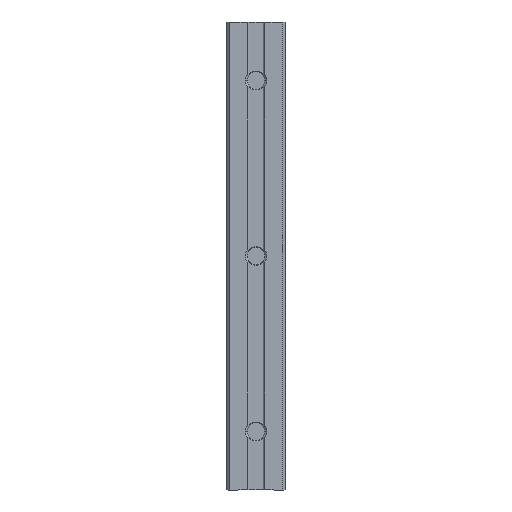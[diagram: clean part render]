
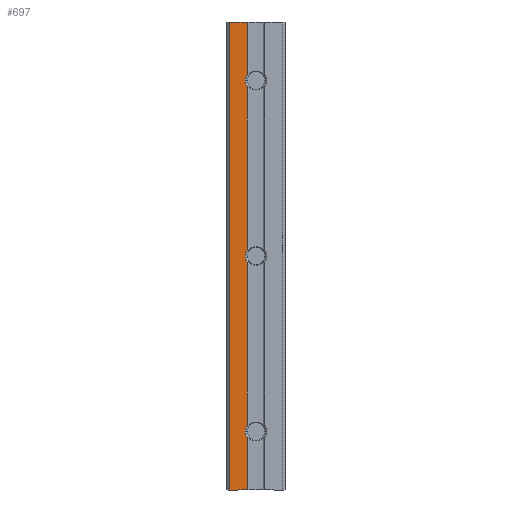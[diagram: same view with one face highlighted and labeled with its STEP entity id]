
A CAD part, front view. The second image highlights one B-rep face of the part: STEP entity #697.
In plain terms, the highlighted planar face has unit normal (0, -1, 0).
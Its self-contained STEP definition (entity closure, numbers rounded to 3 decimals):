
#133 = EDGE_CURVE ( 'NONE', #134, #193, #843, .T. ) ;
#134 = VERTEX_POINT ( 'NONE', #881 ) ;
#151 = EDGE_CURVE ( 'NONE', #152, #222, #908, .T. ) ;
#152 = VERTEX_POINT ( 'NONE', #913 ) ;
#165 = EDGE_CURVE ( 'NONE', #166, #176, #887, .T. ) ;
#166 = VERTEX_POINT ( 'NONE', #912 ) ;
#176 = VERTEX_POINT ( 'NONE', #934 ) ;
#193 = VERTEX_POINT ( 'NONE', #957 ) ;
#222 = VERTEX_POINT ( 'NONE', #1021 ) ;
#448 = VERTEX_POINT ( 'NONE', #1478 ) ;
#453 = EDGE_CURVE ( 'NONE', #176, #152, #1447, .T. ) ;
#480 = VERTEX_POINT ( 'NONE', #1430 ) ;
#493 = VERTEX_POINT ( 'NONE', #1531 ) ;
#497 = EDGE_CURVE ( 'NONE', #498, #134, #1562, .T. ) ;
#498 = VERTEX_POINT ( 'NONE', #1546 ) ;
#504 = EDGE_CURVE ( 'NONE', #518, #512, #1540, .T. ) ;
#512 = VERTEX_POINT ( 'NONE', #1523 ) ;
#515 = EDGE_CURVE ( 'NONE', #222, #518, #1528, .T. ) ;
#518 = VERTEX_POINT ( 'NONE', #1579 ) ;
#529 = EDGE_CURVE ( 'NONE', #448, #166, #1572, .T. ) ;
#532 = EDGE_CURVE ( 'NONE', #493, #480, #1606, .T. ) ;
#559 = EDGE_CURVE ( 'NONE', #193, #448, #1634, .T. ) ;
#695 = ORIENTED_EDGE ( 'NONE', *, *, #151, .T. ) ;
#697 = ADVANCED_FACE ( 'NONE', ( #1926 ), #1933, .T. ) ;
#710 = ORIENTED_EDGE ( 'NONE', *, *, #738, .T. ) ;
#716 = ORIENTED_EDGE ( 'NONE', *, *, #515, .T. ) ;
#718 = EDGE_CURVE ( 'NONE', #493, #512, #2065, .T. ) ;
#719 = ORIENTED_EDGE ( 'NONE', *, *, #133, .T. ) ;
#720 = ORIENTED_EDGE ( 'NONE', *, *, #559, .T. ) ;
#732 = ORIENTED_EDGE ( 'NONE', *, *, #718, .F. ) ;
#733 = ORIENTED_EDGE ( 'NONE', *, *, #529, .T. ) ;
#734 = ORIENTED_EDGE ( 'NONE', *, *, #165, .T. ) ;
#735 = ORIENTED_EDGE ( 'NONE', *, *, #453, .T. ) ;
#736 = ORIENTED_EDGE ( 'NONE', *, *, #532, .T. ) ;
#737 = ORIENTED_EDGE ( 'NONE', *, *, #504, .T. ) ;
#738 = EDGE_CURVE ( 'NONE', #480, #498, #2033, .T. ) ;
#739 = ORIENTED_EDGE ( 'NONE', *, *, #497, .T. ) ;
#741 = EDGE_LOOP ( 'NONE', ( #695, #716, #737, #732, #736, #710, #739, #719, #720, #733, #734, #735 ) ) ;
#841 = DIRECTION ( 'NONE',  ( 0., 1., 0. ) ) ;
#842 = AXIS2_PLACEMENT_3D ( 'NONE', #847, #841, #882 ) ;
#843 = CIRCLE ( 'NONE', #842, 3.7 ) ;
#847 = CARTESIAN_POINT ( 'NONE',  ( 0., -15.5, -40. ) ) ;
#881 = CARTESIAN_POINT ( 'NONE',  ( -3., -15.5, -42.166 ) ) ;
#882 = DIRECTION ( 'NONE',  ( 1., 0., 0. ) ) ;
#887 = CIRCLE ( 'NONE', #899, 3.7 ) ;
#896 = DIRECTION ( 'NONE',  ( 0., 0., -1. ) ) ;
#897 = DIRECTION ( 'NONE',  ( 0., 1., 0. ) ) ;
#898 = CARTESIAN_POINT ( 'NONE',  ( 0., -15.5, 20. ) ) ;
#899 = AXIS2_PLACEMENT_3D ( 'NONE', #898, #897, #896 ) ;
#904 = DIRECTION ( 'NONE',  ( 1., 0., 0. ) ) ;
#905 = DIRECTION ( 'NONE',  ( 0., 1., 0. ) ) ;
#906 = CARTESIAN_POINT ( 'NONE',  ( 0., -15.5, 80. ) ) ;
#907 = AXIS2_PLACEMENT_3D ( 'NONE', #906, #905, #904 ) ;
#908 = CIRCLE ( 'NONE', #907, 3.7 ) ;
#912 = CARTESIAN_POINT ( 'NONE',  ( -3., -15.5, 17.834 ) ) ;
#913 = CARTESIAN_POINT ( 'NONE',  ( -3., -15.5, 77.834 ) ) ;
#934 = CARTESIAN_POINT ( 'NONE',  ( -3., -15.5, 22.166 ) ) ;
#957 = CARTESIAN_POINT ( 'NONE',  ( -3.7, -15.5, -40. ) ) ;
#1021 = CARTESIAN_POINT ( 'NONE',  ( -3.7, -15.5, 80. ) ) ;
#1430 = CARTESIAN_POINT ( 'NONE',  ( -9., -15.5, -60. ) ) ;
#1447 = LINE ( 'NONE', #1466, #1465 ) ;
#1464 = DIRECTION ( 'NONE',  ( 0., 0., 1. ) ) ;
#1465 = VECTOR ( 'NONE', #1464, 1000. ) ;
#1466 = CARTESIAN_POINT ( 'NONE',  ( -3., -15.5, -30. ) ) ;
#1478 = CARTESIAN_POINT ( 'NONE',  ( -3., -15.5, -37.834 ) ) ;
#1521 = DIRECTION ( 'NONE',  ( 0., 0., 1. ) ) ;
#1522 = VECTOR ( 'NONE', #1521, 1000. ) ;
#1523 = CARTESIAN_POINT ( 'NONE',  ( -3., -15.5, 100. ) ) ;
#1524 = DIRECTION ( 'NONE',  ( 1., 0., 0. ) ) ;
#1525 = DIRECTION ( 'NONE',  ( 0., 1., 0. ) ) ;
#1526 = CARTESIAN_POINT ( 'NONE',  ( 0., -15.5, 80. ) ) ;
#1527 = AXIS2_PLACEMENT_3D ( 'NONE', #1526, #1525, #1524 ) ;
#1528 = CIRCLE ( 'NONE', #1527, 3.7 ) ;
#1531 = CARTESIAN_POINT ( 'NONE',  ( -9., -15.5, 100. ) ) ;
#1540 = LINE ( 'NONE', #1549, #1548 ) ;
#1546 = CARTESIAN_POINT ( 'NONE',  ( -3., -15.5, -60. ) ) ;
#1547 = DIRECTION ( 'NONE',  ( 0., 0., 1. ) ) ;
#1548 = VECTOR ( 'NONE', #1547, 1000. ) ;
#1549 = CARTESIAN_POINT ( 'NONE',  ( -3., -15.5, -30. ) ) ;
#1561 = CARTESIAN_POINT ( 'NONE',  ( -3., -15.5, -30. ) ) ;
#1562 = LINE ( 'NONE', #1561, #1522 ) ;
#1571 = CARTESIAN_POINT ( 'NONE',  ( -3., -15.5, -30. ) ) ;
#1572 = LINE ( 'NONE', #1571, #1593 ) ;
#1579 = CARTESIAN_POINT ( 'NONE',  ( -3., -15.5, 82.166 ) ) ;
#1584 = DIRECTION ( 'NONE',  ( 0., 0., -1. ) ) ;
#1585 = VECTOR ( 'NONE', #1584, 1000. ) ;
#1592 = DIRECTION ( 'NONE',  ( 0., 0., 1. ) ) ;
#1593 = VECTOR ( 'NONE', #1592, 1000. ) ;
#1605 = CARTESIAN_POINT ( 'NONE',  ( -9., -15.5, -30. ) ) ;
#1606 = LINE ( 'NONE', #1605, #1585 ) ;
#1630 = DIRECTION ( 'NONE',  ( 1., 0., 0. ) ) ;
#1631 = DIRECTION ( 'NONE',  ( 0., 1., 0. ) ) ;
#1632 = CARTESIAN_POINT ( 'NONE',  ( 0., -15.5, -40. ) ) ;
#1633 = AXIS2_PLACEMENT_3D ( 'NONE', #1632, #1631, #1630 ) ;
#1634 = CIRCLE ( 'NONE', #1633, 3.7 ) ;
#1926 = FACE_OUTER_BOUND ( 'NONE', #741, .T. ) ;
#1933 = PLANE ( 'NONE',  #1937 ) ;
#1934 = DIRECTION ( 'NONE',  ( 0., 0., -1. ) ) ;
#1935 = DIRECTION ( 'NONE',  ( 0., -1., 0. ) ) ;
#1936 = CARTESIAN_POINT ( 'NONE',  ( 3., -15.5, -30. ) ) ;
#1937 = AXIS2_PLACEMENT_3D ( 'NONE', #1936, #1935, #1934 ) ;
#2030 = DIRECTION ( 'NONE',  ( 1., 0., 0. ) ) ;
#2031 = VECTOR ( 'NONE', #2030, 1000. ) ;
#2032 = CARTESIAN_POINT ( 'NONE',  ( 0., -15.5, -60. ) ) ;
#2033 = LINE ( 'NONE', #2032, #2031 ) ;
#2060 = VECTOR ( 'NONE', #2063, 1000. ) ;
#2063 = DIRECTION ( 'NONE',  ( 1., 0., 0. ) ) ;
#2064 = CARTESIAN_POINT ( 'NONE',  ( 0., -15.5, 100. ) ) ;
#2065 = LINE ( 'NONE', #2064, #2060 ) ;
